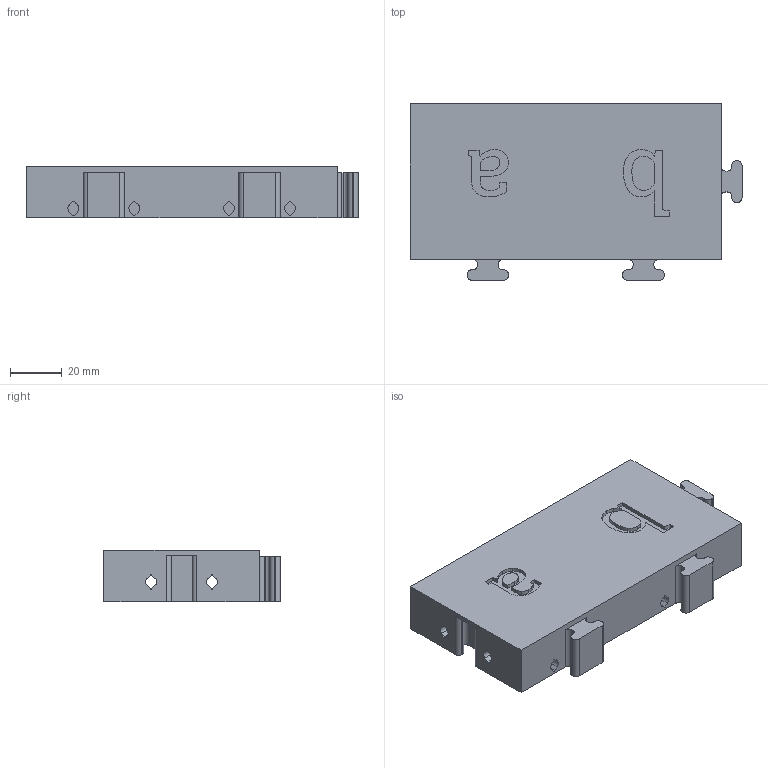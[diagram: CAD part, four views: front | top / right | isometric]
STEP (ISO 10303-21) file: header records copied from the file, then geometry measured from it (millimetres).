
FILE_DESCRIPTION(/* description */ ('STEP AP242','CAx-IF Rec.Pracs.---Representation and Presentation of Product Manufacturing Information (PMI)---4.0---2014-10-13','CAx-IF Rec.Pracs.---3D Tessellated Geometry---0.4---2014-09-14','2;1'),/* implementation_level */ '2;1');
FILE_NAME(/* name */ '68bcfe829f9deb15017b994c',/* time_stamp */ '2025-09-07T03:39:47Z',/* author */ (''),/* organization */ (''),/* preprocessor_version */ 'ST-DEVELOPER v20',/* originating_system */ 'ONSHAPE BY PTC INC, 1.203',/* authorisation */ ' ');
FILE_SCHEMA (('AP242_MANAGED_MODEL_BASED_3D_ENGINEERING_MIM_LF { 1 0 10303 442 1 1 4 }'));
Length unit declared in the file: metre
Products named in the file (1): FE1x2-TTSF-ChessCoord-ba
Bounding box: 127.95 x 68 x 20 mm (x, y, z)
Volume: 134008.2 mm3; surface area: 31733.6 mm2
Topology: 1 solids, 1 shells, 325 faces, 973 edges, 632 vertices
Faces by surface type: plane 197, cylinder 90, bspline 36, cone 2
Full cylindrical faces by diameter (mm): 14 x2
Entity records: 11159 total; most frequent: CARTESIAN_POINT 2451, ORIENTED_EDGE 1938, DIRECTION 1659, EDGE_CURVE 969, LINE 651, VECTOR 651, VERTEX_POINT 632, AXIS2_PLACEMENT_3D 504
